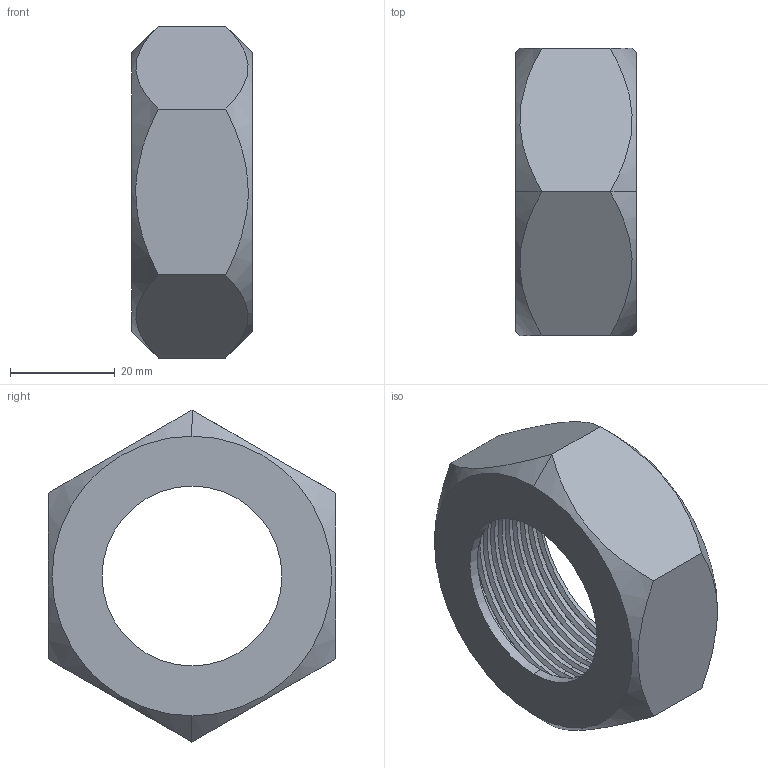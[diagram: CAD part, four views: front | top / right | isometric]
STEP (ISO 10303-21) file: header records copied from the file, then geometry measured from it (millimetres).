
FILE_DESCRIPTION (( 'STEP AP203' ), '1' );
FILE_NAME ('3D_R9364_25_17112230.STEP', '2024-08-20T06:16:59', ( '' ), ( '' ), 'SwSTEP 2.0', 'SolidWorks 2024', '' );
FILE_SCHEMA (( 'CONFIG_CONTROL_DESIGN' ));
Length unit declared in the file: millimetre
Products named in the file (1): 3D_R9364_25_17112230
Bounding box: 23 x 55 x 63.51 mm (x, y, z)
Volume: 27446.3 mm3; surface area: 11661.5 mm2
Topology: 1 solids, 1 shells, 42 faces, 109 edges, 70 vertices
Faces by surface type: cylinder 24, plane 10, cone 4, bspline 4
Entity records: 4149 total; most frequent: CARTESIAN_POINT 3222, ORIENTED_EDGE 218, DIRECTION 133, EDGE_CURVE 109, VERTEX_POINT 70, AXIS2_PLACEMENT_3D 50, EDGE_LOOP 45, FACE_OUTER_BOUND 42
